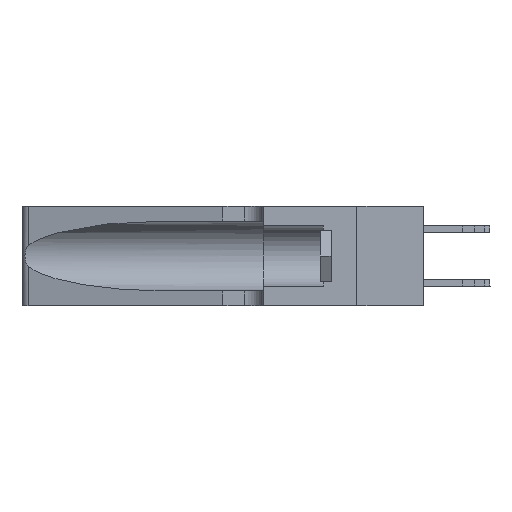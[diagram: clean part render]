
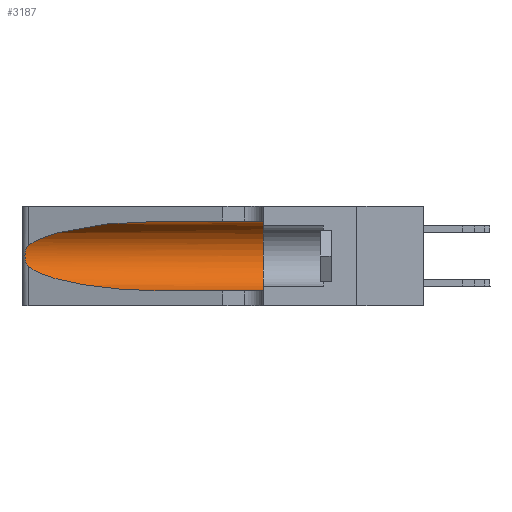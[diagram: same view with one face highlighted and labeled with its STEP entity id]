
A CAD part, left-side view. The second image highlights one B-rep face of the part: STEP entity #3187.
In plain terms, the highlighted cylindrical face has radius 3.308 mm (diameter 6.617 mm), a partial arc.
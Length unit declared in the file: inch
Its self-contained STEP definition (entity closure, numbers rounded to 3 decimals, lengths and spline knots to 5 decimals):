
#402 = CARTESIAN_POINT ( 'NONE',  ( 0.1305, 0.72297, 0.05475 ) ) ;
#462 = ORIENTED_EDGE ( 'NONE', *, *, #18628, .F. ) ;
#560 = CARTESIAN_POINT ( 'NONE',  ( 0.1305, 0.72297, 0.05475 ) ) ;
#643 = DIRECTION ( 'NONE',  ( 0., 0., -1. ) ) ;
#801 = CARTESIAN_POINT ( 'NONE',  ( 0.1305, 1.61858, 0.05475 ) ) ;
#918 = CARTESIAN_POINT ( 'NONE',  ( 0.26075, 1.23896, 0.19203 ) ) ;
#1136 = CARTESIAN_POINT ( 'NONE',  ( 0.1305, 0.35, 0.185 ) ) ;
#1561 = CARTESIAN_POINT ( 'NONE',  ( 0.25487, 1.22718, 0.14631 ) ) ;
#1598 = CARTESIAN_POINT ( 'NONE',  ( 0.18966, 0.96281, 0.31525 ) ) ;
#1769 = CARTESIAN_POINT ( 'NONE',  ( 0.25789, 1.23486, 0.15765 ) ) ;
#1892 = CARTESIAN_POINT ( 'NONE',  ( 0.25487, 1.22718, 0.22369 ) ) ;
#2094 = ORIENTED_EDGE ( 'NONE', *, *, #9438, .T. ) ;
#2146 = AXIS2_PLACEMENT_3D ( 'NONE', #16880, #5311, #643 ) ;
#2840 = CARTESIAN_POINT ( 'NONE',  ( 0.1305, 0.35, 0.05475 ) ) ;
#3187 = ADVANCED_FACE ( 'NONE', ( #16648 ), #26752, .F. ) ;
#3458 = CARTESIAN_POINT ( 'NONE',  ( 0.25487, 1.22718, 0.22369 ) ) ;
#5311 = DIRECTION ( 'NONE',  ( 0., -1., 0. ) ) ;
#6383 = VERTEX_POINT ( 'NONE', #560 ) ;
#7041 = LINE ( 'NONE', #801, #24670 ) ;
#7105 = VERTEX_POINT ( 'NONE', #17882 ) ;
#7610 = ORIENTED_EDGE ( 'NONE', *, *, #13929, .F. ) ;
#8061 = CARTESIAN_POINT ( 'NONE',  ( 0.25854, 1.2359, 0.20912 ) ) ;
#9174 = VERTEX_POINT ( 'NONE', #19329 ) ;
#9438 = EDGE_CURVE ( 'NONE', #19131, #6383, #27027, .T. ) ;
#10941 = CARTESIAN_POINT ( 'NONE',  ( 0.25487, 1.22718, 0.14631 ) ) ;
#10976 = CARTESIAN_POINT ( 'NONE',  ( 0.2373, 1.15595, 0.28018 ) ) ;
#12164 = LINE ( 'NONE', #15671, #16153 ) ;
#12527 = CARTESIAN_POINT ( 'NONE',  ( 0.26075, 1.23896, 0.178 ) ) ;
#12921 = DIRECTION ( 'NONE',  ( 0., -1., 0. ) ) ;
#13008 = AXIS2_PLACEMENT_3D ( 'NONE', #1136, #26412, #14560 ) ;
#13476 = CARTESIAN_POINT ( 'NONE',  ( 0.26017, 1.23833, 0.17102 ) ) ;
#13929 = EDGE_CURVE ( 'NONE', #9174, #15234, #21695, .T. ) ;
#14433 = CARTESIAN_POINT ( 'NONE',  ( 0.18966, 0.96281, 0.05475 ) ) ;
#14560 = DIRECTION ( 'NONE',  ( 0., 0., 1. ) ) ;
#14569 = EDGE_CURVE ( 'NONE', #6383, #15234, #7041, .T. ) ;
#14753 = CARTESIAN_POINT ( 'NONE',  ( 0.25787, 1.23484, 0.2124 ) ) ;
#14934 = ORIENTED_EDGE ( 'NONE', *, *, #14569, .T. ) ;
#15073 = ORIENTED_EDGE ( 'NONE', *, *, #15136, .T. ) ;
#15116 = CARTESIAN_POINT ( 'NONE',  ( 0.1305, 0.72297, 0.31525 ) ) ;
#15136 = EDGE_CURVE ( 'NONE', #7105, #19131, #18517, .T. ) ;
#15234 = VERTEX_POINT ( 'NONE', #2840 ) ;
#15671 = CARTESIAN_POINT ( 'NONE',  ( 0.1305, 1.61858, 0.31525 ) ) ;
#15790 = CARTESIAN_POINT ( 'NONE',  ( 0.25639, 1.23186, 0.15144 ) ) ;
#16153 = VECTOR ( 'NONE', #17973, 39.37008 ) ;
#16648 = FACE_OUTER_BOUND ( 'NONE', #18584, .T. ) ;
#16880 = CARTESIAN_POINT ( 'NONE',  ( 0.1305, 1.61858, 0.185 ) ) ;
#17059 = VERTEX_POINT ( 'NONE', #15116 ) ;
#17882 = CARTESIAN_POINT ( 'NONE',  ( 0.25487, 1.22718, 0.22369 ) ) ;
#17884 = CARTESIAN_POINT ( 'NONE',  ( 0.2373, 1.15595, 0.08982 ) ) ;
#17973 = DIRECTION ( 'NONE',  ( 0., -1., 0. ) ) ;
#18404 = EDGE_CURVE ( 'NONE', #17059, #7105, #23107, .T. ) ;
#18517 = B_SPLINE_CURVE_WITH_KNOTS ( 'NONE', 3,
 ( #3458, #19550, #21881, #14753, #8061, #19153, #918, #12527, #13476, #24733, #1769, #15790, #20391, #1561 ),
 .UNSPECIFIED., .F., .F.,
 ( 4, 2, 2, 2, 2, 2, 4 ),
 ( 0., 0.00027, 0.00053, 0.00107, 0.0016, 0.00187, 0.00214 ),
 .UNSPECIFIED. ) ;
#18584 = EDGE_LOOP ( 'NONE', ( #22221, #15073, #2094, #14934, #7610, #462 ) ) ;
#18628 = EDGE_CURVE ( 'NONE', #17059, #9174, #12164, .T. ) ;
#19131 = VERTEX_POINT ( 'NONE', #29236 ) ;
#19153 = CARTESIAN_POINT ( 'NONE',  ( 0.26018, 1.23835, 0.19895 ) ) ;
#19329 = CARTESIAN_POINT ( 'NONE',  ( 0.1305, 0.35, 0.31525 ) ) ;
#19550 = CARTESIAN_POINT ( 'NONE',  ( 0.25555, 1.22994, 0.2215 ) ) ;
#20136 = CARTESIAN_POINT ( 'NONE',  ( 0.1305, 0.72297, 0.31525 ) ) ;
#20391 = CARTESIAN_POINT ( 'NONE',  ( 0.25555, 1.22993, 0.14849 ) ) ;
#21695 = CIRCLE ( 'NONE', #13008, 0.13025 ) ;
#21881 = CARTESIAN_POINT ( 'NONE',  ( 0.25639, 1.23184, 0.21858 ) ) ;
#22221 = ORIENTED_EDGE ( 'NONE', *, *, #18404, .T. ) ;
#23107 =( BOUNDED_CURVE ( )  B_SPLINE_CURVE ( 3, ( #20136, #1598, #10976, #1892 ),
 .UNSPECIFIED., .F., .F. ) 
 B_SPLINE_CURVE_WITH_KNOTS ( ( 4, 4 ),
 ( 1.5708, 2.84003 ),
 .UNSPECIFIED. ) 
 CURVE ( )  GEOMETRIC_REPRESENTATION_ITEM ( )  RATIONAL_B_SPLINE_CURVE ( ( 1., 0.87, 0.87, 1. ) ) 
 REPRESENTATION_ITEM ( '' )  );
#24670 = VECTOR ( 'NONE', #12921, 39.37008 ) ;
#24733 = CARTESIAN_POINT ( 'NONE',  ( 0.25856, 1.23593, 0.16098 ) ) ;
#26412 = DIRECTION ( 'NONE',  ( 0., 1., 0. ) ) ;
#26752 = CYLINDRICAL_SURFACE ( 'NONE', #2146, 0.13025 ) ;
#27027 =( BOUNDED_CURVE ( )  B_SPLINE_CURVE ( 3, ( #10941, #17884, #14433, #402 ),
 .UNSPECIFIED., .F., .F. ) 
 B_SPLINE_CURVE_WITH_KNOTS ( ( 4, 4 ),
 ( 3.44316, 4.71239 ),
 .UNSPECIFIED. ) 
 CURVE ( )  GEOMETRIC_REPRESENTATION_ITEM ( )  RATIONAL_B_SPLINE_CURVE ( ( 1., 0.87, 0.87, 1. ) ) 
 REPRESENTATION_ITEM ( '' )  );
#29236 = CARTESIAN_POINT ( 'NONE',  ( 0.25487, 1.22718, 0.14631 ) ) ;
